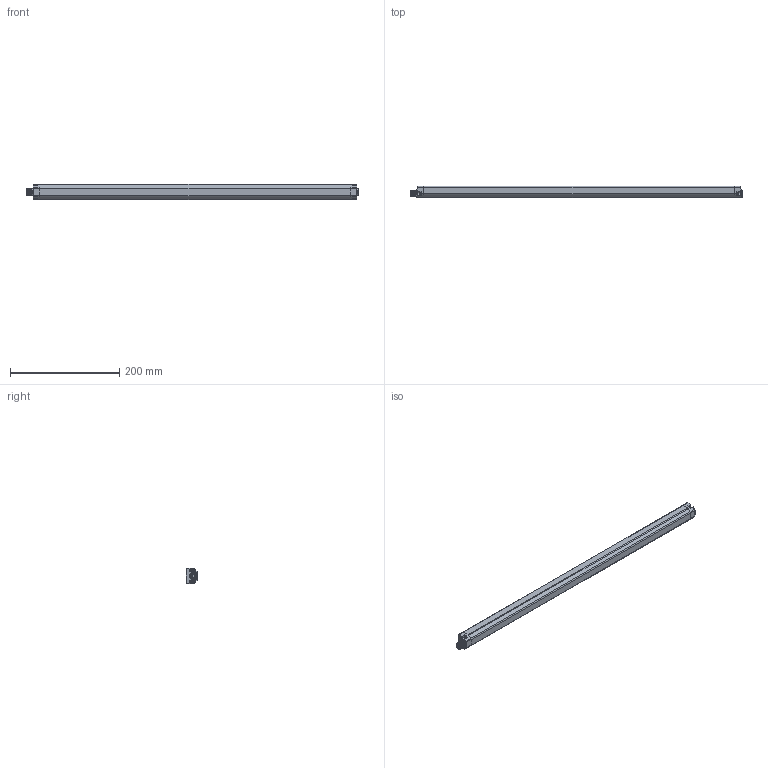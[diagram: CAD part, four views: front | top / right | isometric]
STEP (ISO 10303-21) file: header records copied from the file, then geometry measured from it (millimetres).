
FILE_DESCRIPTION((''),'2;1');
FILE_NAME('157897_SM01_ASM','2023-06-28T08:09:46',('banengservice'),('BANNER ENGINEERING'),'CREO PARAMETRIC BY PTC INC, 2022414','CREO PARAMETRIC BY PTC INC, 2022414','');
FILE_SCHEMA(('CONFIG_CONTROL_DESIGN'));
Length unit declared in the file: inch
Products named in the file (2): 157897_EP01; 157897_SM01_ASM
Assembly tree (1 placements, depth 2):
  157897_SM01_ASM
    157897_EP01
Bounding box: 608 x 21.01 x 28 mm (x, y, z)
Volume: 315443.9 mm3; surface area: 56326.4 mm2
Topology: 1 solids, 1 shells, 366 faces, 916 edges, 564 vertices
Faces by surface type: cylinder 144, plane 121, cone 53, torus 24, bspline 16, sphere 8
Entity records: 15744 total; most frequent: CARTESIAN_POINT 6930, DIRECTION 1886, ORIENTED_EDGE 1816, EDGE_CURVE 908, AXIS2_PLACEMENT_3D 713, VERTEX_POINT 564, VECTOR 460, LINE 460
